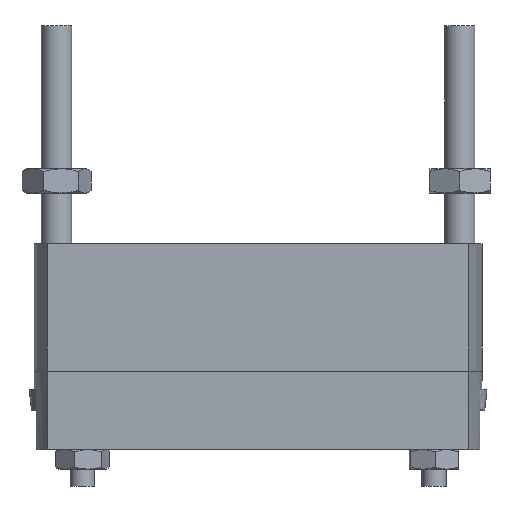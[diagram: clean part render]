
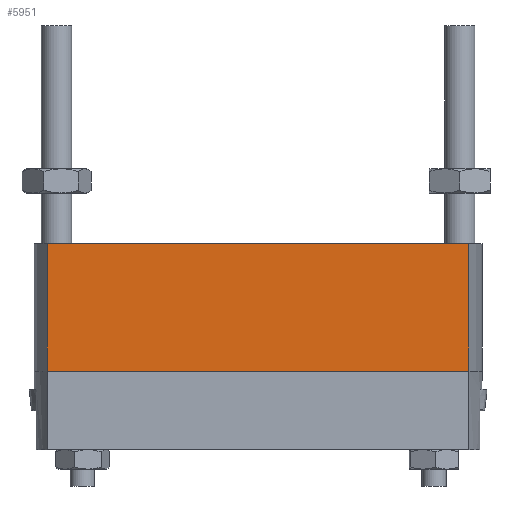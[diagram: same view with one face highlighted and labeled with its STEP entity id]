
A CAD part, front view. The second image highlights one B-rep face of the part: STEP entity #5951.
In plain terms, the highlighted planar face has unit normal (0, -1, 0).
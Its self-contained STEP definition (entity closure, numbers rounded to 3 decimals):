
#189 = VERTEX_POINT ( 'NONE', #9938 ) ;
#211 = EDGE_LOOP ( 'NONE', ( #8022, #4012, #9094, #6547 ) ) ;
#469 = PLANE ( 'NONE',  #1652 ) ;
#494 = CARTESIAN_POINT ( 'NONE',  ( 17.412, -6.25, 0. ) ) ;
#504 = EDGE_CURVE ( 'NONE', #5892, #5468, #5705, .T. ) ;
#577 = CARTESIAN_POINT ( 'NONE',  ( 17.412, -6.25, -10.5 ) ) ;
#1652 = AXIS2_PLACEMENT_3D ( 'NONE', #10425, #10538, #3129 ) ;
#1988 = CARTESIAN_POINT ( 'NONE',  ( -17.412, -6.25, -10.5 ) ) ;
#2872 = VECTOR ( 'NONE', #7454, 1000. ) ;
#3007 = LINE ( 'NONE', #577, #6574 ) ;
#3129 = DIRECTION ( 'NONE',  ( 1., 0., 0. ) ) ;
#3712 = DIRECTION ( 'NONE',  ( 1., 0., 0. ) ) ;
#4012 = ORIENTED_EDGE ( 'NONE', *, *, #504, .F. ) ;
#4155 = VECTOR ( 'NONE', #5753, 1000. ) ;
#4550 = EDGE_CURVE ( 'NONE', #5892, #5054, #3007, .T. ) ;
#4557 = CARTESIAN_POINT ( 'NONE',  ( 17.412, -6.25, -10.5 ) ) ;
#4593 = DIRECTION ( 'NONE',  ( 1., 0., 0. ) ) ;
#5054 = VERTEX_POINT ( 'NONE', #4557 ) ;
#5468 = VERTEX_POINT ( 'NONE', #7901 ) ;
#5705 = LINE ( 'NONE', #9112, #4155 ) ;
#5753 = DIRECTION ( 'NONE',  ( 0., 0., 1. ) ) ;
#5892 = VERTEX_POINT ( 'NONE', #1988 ) ;
#5951 = ADVANCED_FACE ( 'NONE', ( #6296 ), #469, .T. ) ;
#6090 = EDGE_CURVE ( 'NONE', #5054, #189, #9935, .T. ) ;
#6296 = FACE_OUTER_BOUND ( 'NONE', #211, .T. ) ;
#6547 = ORIENTED_EDGE ( 'NONE', *, *, #6090, .T. ) ;
#6574 = VECTOR ( 'NONE', #3712, 1000. ) ;
#6686 = CARTESIAN_POINT ( 'NONE',  ( 17.412, -6.25, -10.5 ) ) ;
#7114 = EDGE_CURVE ( 'NONE', #5468, #189, #10612, .T. ) ;
#7454 = DIRECTION ( 'NONE',  ( 0., 0., 1. ) ) ;
#7901 = CARTESIAN_POINT ( 'NONE',  ( -17.412, -6.25, 0. ) ) ;
#8022 = ORIENTED_EDGE ( 'NONE', *, *, #7114, .F. ) ;
#8799 = VECTOR ( 'NONE', #4593, 1000. ) ;
#9094 = ORIENTED_EDGE ( 'NONE', *, *, #4550, .T. ) ;
#9112 = CARTESIAN_POINT ( 'NONE',  ( -17.412, -6.25, -10.5 ) ) ;
#9935 = LINE ( 'NONE', #6686, #2872 ) ;
#9938 = CARTESIAN_POINT ( 'NONE',  ( 17.412, -6.25, 0. ) ) ;
#10425 = CARTESIAN_POINT ( 'NONE',  ( 17.412, -6.25, -10.5 ) ) ;
#10538 = DIRECTION ( 'NONE',  ( 0., -1., 0. ) ) ;
#10612 = LINE ( 'NONE', #494, #8799 ) ;
